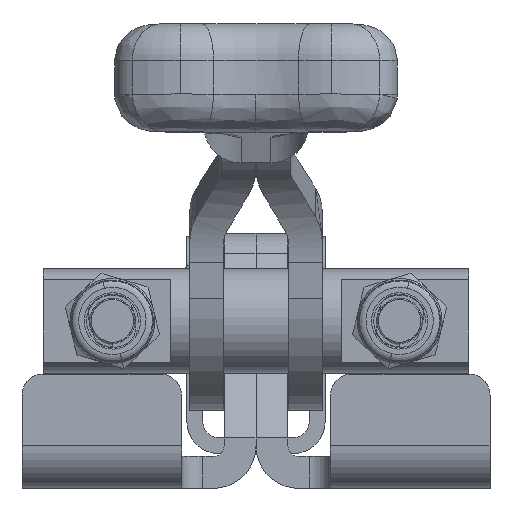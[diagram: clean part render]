
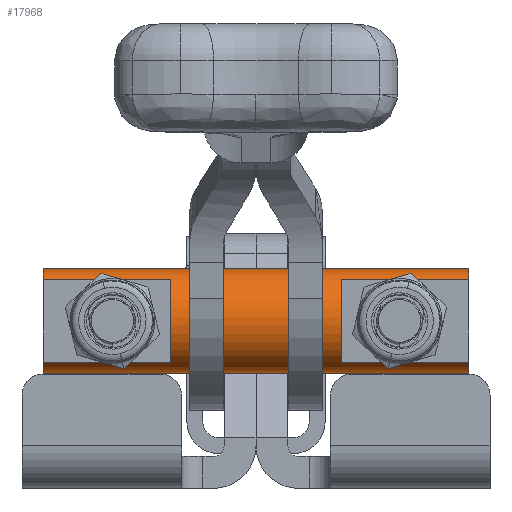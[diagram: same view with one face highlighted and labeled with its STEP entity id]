
A CAD part, left-side view. The second image highlights one B-rep face of the part: STEP entity #17968.
In plain terms, the highlighted cylindrical face has radius 4.9 mm (diameter 9.8 mm), a partial arc.
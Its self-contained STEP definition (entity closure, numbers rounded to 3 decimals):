
#283 = DIRECTION ( 'NONE',  ( 0., -1., 0. ) ) ;
#550 = ORIENTED_EDGE ( 'NONE', *, *, #38555, .F. ) ;
#799 = CARTESIAN_POINT ( 'NONE',  ( -4.219, -20., -43.42 ) ) ;
#874 = CIRCLE ( 'NONE', #19180, 4.9 ) ;
#1351 = EDGE_CURVE ( 'NONE', #6754, #15918, #12058, .T. ) ;
#1776 = ORIENTED_EDGE ( 'NONE', *, *, #20492, .F. ) ;
#3193 = ORIENTED_EDGE ( 'NONE', *, *, #28238, .T. ) ;
#4145 = DIRECTION ( 'NONE',  ( 0., 0., 1. ) ) ;
#4402 = VECTOR ( 'NONE', #9167, 1000. ) ;
#5172 = CARTESIAN_POINT ( 'NONE',  ( -7.219, 8., -47.295 ) ) ;
#5957 = CARTESIAN_POINT ( 'NONE',  ( -4.219, -8., -43.42 ) ) ;
#6116 = ORIENTED_EDGE ( 'NONE', *, *, #42972, .T. ) ;
#6754 = VERTEX_POINT ( 'NONE', #5172 ) ;
#6863 = LINE ( 'NONE', #38173, #7363 ) ;
#6962 = DIRECTION ( 'NONE',  ( 0., 0., -1. ) ) ;
#7129 = ORIENTED_EDGE ( 'NONE', *, *, #29064, .F. ) ;
#7186 = DIRECTION ( 'NONE',  ( 0., 1., 0. ) ) ;
#7363 = VECTOR ( 'NONE', #41060, 1000. ) ;
#7392 = CARTESIAN_POINT ( 'NONE',  ( -7.219, 20., -47.295 ) ) ;
#7718 = LINE ( 'NONE', #31187, #15035 ) ;
#9167 = DIRECTION ( 'NONE',  ( 0., 1., 0. ) ) ;
#10293 = VECTOR ( 'NONE', #43165, 1000. ) ;
#10712 = AXIS2_PLACEMENT_3D ( 'NONE', #23234, #283, #6962 ) ;
#11253 = DIRECTION ( 'NONE',  ( 0., -1., 0. ) ) ;
#11430 = CARTESIAN_POINT ( 'NONE',  ( -7.219, -20., -47.295 ) ) ;
#11861 = LINE ( 'NONE', #16549, #10293 ) ;
#12058 = LINE ( 'NONE', #37246, #16728 ) ;
#12190 = CARTESIAN_POINT ( 'NONE',  ( -4.219, -20., -48.32 ) ) ;
#12456 = EDGE_CURVE ( 'NONE', #32616, #26288, #15967, .T. ) ;
#12784 = VERTEX_POINT ( 'NONE', #20232 ) ;
#13772 = CIRCLE ( 'NONE', #10712, 4.9 ) ;
#15035 = VECTOR ( 'NONE', #11253, 1000. ) ;
#15075 = DIRECTION ( 'NONE',  ( 0., -1., 0. ) ) ;
#15214 = CARTESIAN_POINT ( 'NONE',  ( -7.219, -20., -39.546 ) ) ;
#15358 = DIRECTION ( 'NONE',  ( 0., 1., 0. ) ) ;
#15573 = CARTESIAN_POINT ( 'NONE',  ( -4.219, -20., -48.32 ) ) ;
#15851 = EDGE_CURVE ( 'NONE', #12784, #24377, #13772, .T. ) ;
#15856 = CARTESIAN_POINT ( 'NONE',  ( -4.219, 8., -43.42 ) ) ;
#15918 = VERTEX_POINT ( 'NONE', #7392 ) ;
#15953 = DIRECTION ( 'NONE',  ( 0., 0., 1. ) ) ;
#15967 = CIRCLE ( 'NONE', #25106, 4.9 ) ;
#16281 = ORIENTED_EDGE ( 'NONE', *, *, #15851, .T. ) ;
#16549 = CARTESIAN_POINT ( 'NONE',  ( -7.219, -20., -47.295 ) ) ;
#16728 = VECTOR ( 'NONE', #17309, 1000. ) ;
#17037 = ORIENTED_EDGE ( 'NONE', *, *, #18318, .T. ) ;
#17202 = DIRECTION ( 'NONE',  ( 0., -1., 0. ) ) ;
#17309 = DIRECTION ( 'NONE',  ( 0., 1., 0. ) ) ;
#17468 = EDGE_LOOP ( 'NONE', ( #550, #1776, #7129, #20918, #24499, #27314, #17037, #16281, #3193, #6116, #37407, #30283 ) ) ;
#17580 = CIRCLE ( 'NONE', #29963, 4.9 ) ;
#17968 = ADVANCED_FACE ( 'NONE', ( #36061 ), #38146, .T. ) ;
#18318 = EDGE_CURVE ( 'NONE', #32616, #12784, #6863, .T. ) ;
#19180 = AXIS2_PLACEMENT_3D ( 'NONE', #799, #17202, #30573 ) ;
#19217 = CARTESIAN_POINT ( 'NONE',  ( -4.219, 20., -43.42 ) ) ;
#20025 = VERTEX_POINT ( 'NONE', #11430 ) ;
#20221 = CARTESIAN_POINT ( 'NONE',  ( -7.219, -8., -39.546 ) ) ;
#20228 = CARTESIAN_POINT ( 'NONE',  ( -7.219, -20., -39.546 ) ) ;
#20232 = CARTESIAN_POINT ( 'NONE',  ( -4.219, 20., -38.52 ) ) ;
#20420 = VERTEX_POINT ( 'NONE', #20221 ) ;
#20492 = EDGE_CURVE ( 'NONE', #20025, #22459, #874, .T. ) ;
#20751 = VECTOR ( 'NONE', #15358, 1000. ) ;
#20918 = ORIENTED_EDGE ( 'NONE', *, *, #30302, .T. ) ;
#21319 = AXIS2_PLACEMENT_3D ( 'NONE', #30896, #7186, #4145 ) ;
#21947 = AXIS2_PLACEMENT_3D ( 'NONE', #19217, #25475, #38735 ) ;
#22082 = LINE ( 'NONE', #15573, #4402 ) ;
#22306 = LINE ( 'NONE', #15214, #20751 ) ;
#22459 = VERTEX_POINT ( 'NONE', #12190 ) ;
#22798 = VERTEX_POINT ( 'NONE', #27127 ) ;
#23232 = CARTESIAN_POINT ( 'NONE',  ( -7.219, 8., -39.546 ) ) ;
#23234 = CARTESIAN_POINT ( 'NONE',  ( -4.219, 20., -43.42 ) ) ;
#24377 = VERTEX_POINT ( 'NONE', #39221 ) ;
#24499 = ORIENTED_EDGE ( 'NONE', *, *, #27770, .F. ) ;
#24960 = DIRECTION ( 'NONE',  ( 0., 0., -1. ) ) ;
#25106 = AXIS2_PLACEMENT_3D ( 'NONE', #41837, #15075, #24960 ) ;
#25475 = DIRECTION ( 'NONE',  ( 0., -1., 0. ) ) ;
#26288 = VERTEX_POINT ( 'NONE', #20228 ) ;
#27127 = CARTESIAN_POINT ( 'NONE',  ( -7.219, -8., -47.295 ) ) ;
#27314 = ORIENTED_EDGE ( 'NONE', *, *, #12456, .F. ) ;
#27770 = EDGE_CURVE ( 'NONE', #26288, #20420, #22306, .T. ) ;
#28238 = EDGE_CURVE ( 'NONE', #24377, #38912, #7718, .T. ) ;
#29064 = EDGE_CURVE ( 'NONE', #22798, #20025, #11861, .T. ) ;
#29177 = DIRECTION ( 'NONE',  ( 0., 1., 0. ) ) ;
#29460 = CARTESIAN_POINT ( 'NONE',  ( -4.219, -20., -38.52 ) ) ;
#29963 = AXIS2_PLACEMENT_3D ( 'NONE', #5957, #29177, #15953 ) ;
#30283 = ORIENTED_EDGE ( 'NONE', *, *, #33606, .T. ) ;
#30302 = EDGE_CURVE ( 'NONE', #22798, #20420, #17580, .T. ) ;
#30422 = CARTESIAN_POINT ( 'NONE',  ( -4.219, 20., -48.32 ) ) ;
#30573 = DIRECTION ( 'NONE',  ( 0., 0., -1. ) ) ;
#30896 = CARTESIAN_POINT ( 'NONE',  ( -4.219, -20., -43.42 ) ) ;
#31187 = CARTESIAN_POINT ( 'NONE',  ( -7.219, -20., -39.546 ) ) ;
#32616 = VERTEX_POINT ( 'NONE', #29460 ) ;
#32877 = DIRECTION ( 'NONE',  ( 0., 0., -1. ) ) ;
#33606 = EDGE_CURVE ( 'NONE', #15918, #38278, #42675, .T. ) ;
#35796 = DIRECTION ( 'NONE',  ( 0., -1., 0. ) ) ;
#36061 = FACE_OUTER_BOUND ( 'NONE', #17468, .T. ) ;
#37246 = CARTESIAN_POINT ( 'NONE',  ( -7.219, -20., -47.295 ) ) ;
#37407 = ORIENTED_EDGE ( 'NONE', *, *, #1351, .T. ) ;
#38146 = CYLINDRICAL_SURFACE ( 'NONE', #21319, 4.9 ) ;
#38173 = CARTESIAN_POINT ( 'NONE',  ( -4.219, -20., -38.52 ) ) ;
#38278 = VERTEX_POINT ( 'NONE', #30422 ) ;
#38295 = CIRCLE ( 'NONE', #38944, 4.9 ) ;
#38555 = EDGE_CURVE ( 'NONE', #22459, #38278, #22082, .T. ) ;
#38735 = DIRECTION ( 'NONE',  ( 0., 0., -1. ) ) ;
#38912 = VERTEX_POINT ( 'NONE', #23232 ) ;
#38944 = AXIS2_PLACEMENT_3D ( 'NONE', #15856, #35796, #32877 ) ;
#39221 = CARTESIAN_POINT ( 'NONE',  ( -7.219, 20., -39.546 ) ) ;
#41060 = DIRECTION ( 'NONE',  ( 0., 1., 0. ) ) ;
#41837 = CARTESIAN_POINT ( 'NONE',  ( -4.219, -20., -43.42 ) ) ;
#42675 = CIRCLE ( 'NONE', #21947, 4.9 ) ;
#42972 = EDGE_CURVE ( 'NONE', #38912, #6754, #38295, .T. ) ;
#43165 = DIRECTION ( 'NONE',  ( 0., -1., 0. ) ) ;
